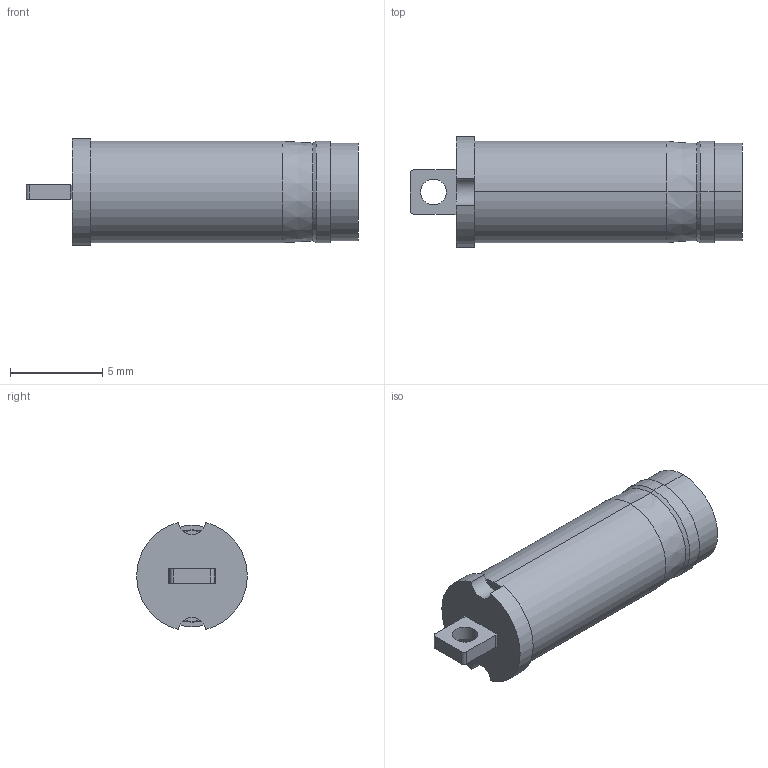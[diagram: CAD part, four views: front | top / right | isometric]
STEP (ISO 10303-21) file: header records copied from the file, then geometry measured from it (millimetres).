
FILE_DESCRIPTION (( 'STEP AP214' ), '1' );
FILE_NAME ('50-00706.STEP', '2024-01-19T23:46:17', ( '' ), ( '' ), 'SwSTEP 2.0', 'SolidWorks 2021', '' );
FILE_SCHEMA (( 'AUTOMOTIVE_DESIGN' ));
Length unit declared in the file: millimetre
Products named in the file (4): H655-21CPQA______.STEP; 50-00706; H655-25CPQA____.STEP; H655-21CPQAC____.STEP
Assembly tree (3 placements, depth 2):
  50-00706
    H655-21CPQA______.STEP
    H655-25CPQA____.STEP
    H655-21CPQAC____.STEP
Bounding box: 18 x 6 x 5.81 mm (x, y, z)
Volume: 310.8 mm3; surface area: 1004.5 mm2
Topology: 3 solids, 3 shells, 84 faces, 221 edges, 144 vertices
Faces by surface type: plane 42, cylinder 32, cone 10
Entity records: 2877 total; most frequent: CARTESIAN_POINT 576, DIRECTION 473, ORIENTED_EDGE 442, EDGE_CURVE 221, AXIS2_PLACEMENT_3D 169, VERTEX_POINT 144, LINE 135, VECTOR 135
